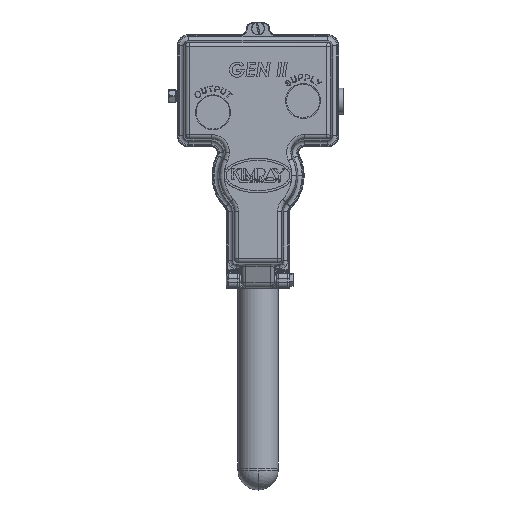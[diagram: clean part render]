
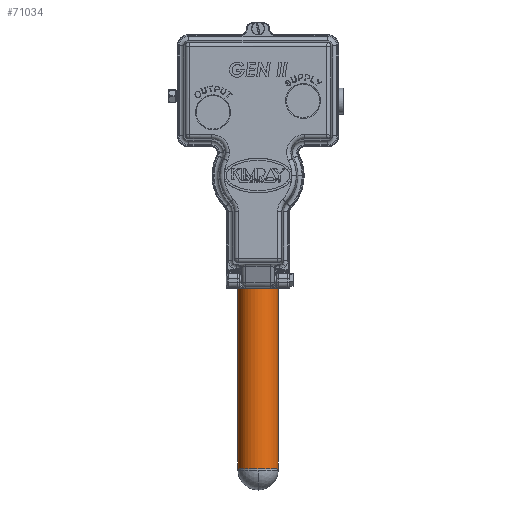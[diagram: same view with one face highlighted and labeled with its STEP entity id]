
A CAD part, top view. The second image highlights one B-rep face of the part: STEP entity #71034.
In plain terms, the highlighted cylindrical face has radius 22.225 mm (diameter 44.45 mm), a partial arc.
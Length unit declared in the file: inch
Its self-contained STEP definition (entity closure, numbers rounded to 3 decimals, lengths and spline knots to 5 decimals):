
#312 = VERTEX_POINT ( 'NONE', #68014 ) ;
#11581 = EDGE_LOOP ( 'NONE', ( #40828, #68115, #92604, #91977 ) ) ;
#13636 = DIRECTION ( 'NONE',  ( 0., 1., 0. ) ) ;
#16706 = EDGE_CURVE ( 'NONE', #312, #54138, #18846, .T. ) ;
#18608 = CARTESIAN_POINT ( 'NONE',  ( 0.875, -2.48242, -14.18665 ) ) ;
#18846 = LINE ( 'NONE', #47303, #45286 ) ;
#26178 = CARTESIAN_POINT ( 'NONE',  ( -0.875, -1.477, -14.18665 ) ) ;
#30773 = CARTESIAN_POINT ( 'NONE',  ( 0., -12.69174, -14.18665 ) ) ;
#38354 = DIRECTION ( 'NONE',  ( 1., 0., 0. ) ) ;
#40828 = ORIENTED_EDGE ( 'NONE', *, *, #73469, .F. ) ;
#40866 = DIRECTION ( 'NONE',  ( 0., 1., 0. ) ) ;
#43152 = CIRCLE ( 'NONE', #62887, 0.875 ) ;
#45286 = VECTOR ( 'NONE', #47768, 39.37008 ) ;
#46658 = CARTESIAN_POINT ( 'NONE',  ( -0.875, -12.69174, -14.18665 ) ) ;
#47303 = CARTESIAN_POINT ( 'NONE',  ( 0.875, -1.477, -14.18665 ) ) ;
#47768 = DIRECTION ( 'NONE',  ( 0., 1., 0. ) ) ;
#49679 = FACE_OUTER_BOUND ( 'NONE', #11581, .T. ) ;
#50136 = DIRECTION ( 'NONE',  ( 1., 0., 0. ) ) ;
#54016 = AXIS2_PLACEMENT_3D ( 'NONE', #58882, #66964, #73628 ) ;
#54138 = VERTEX_POINT ( 'NONE', #18608 ) ;
#58882 = CARTESIAN_POINT ( 'NONE',  ( 0., -2.48242, -14.18665 ) ) ;
#60106 = CIRCLE ( 'NONE', #54016, 0.875 ) ;
#62887 = AXIS2_PLACEMENT_3D ( 'NONE', #30773, #72598, #38354 ) ;
#63896 = CARTESIAN_POINT ( 'NONE',  ( -0.875, -2.48242, -14.18665 ) ) ;
#66144 = AXIS2_PLACEMENT_3D ( 'NONE', #78696, #13636, #50136 ) ;
#66964 = DIRECTION ( 'NONE',  ( 0., 1., 0. ) ) ;
#68014 = CARTESIAN_POINT ( 'NONE',  ( 0.875, -12.69174, -14.18665 ) ) ;
#68115 = ORIENTED_EDGE ( 'NONE', *, *, #68678, .T. ) ;
#68191 = VECTOR ( 'NONE', #40866, 39.37008 ) ;
#68678 = EDGE_CURVE ( 'NONE', #72469, #312, #43152, .T. ) ;
#69961 = EDGE_CURVE ( 'NONE', #92840, #54138, #60106, .T. ) ;
#71034 = ADVANCED_FACE ( 'NONE', ( #49679 ), #92470, .T. ) ;
#72469 = VERTEX_POINT ( 'NONE', #46658 ) ;
#72598 = DIRECTION ( 'NONE',  ( 0., 1., 0. ) ) ;
#73469 = EDGE_CURVE ( 'NONE', #72469, #92840, #91251, .T. ) ;
#73628 = DIRECTION ( 'NONE',  ( 1., 0., 0. ) ) ;
#78696 = CARTESIAN_POINT ( 'NONE',  ( 0., -1.477, -14.18665 ) ) ;
#91251 = LINE ( 'NONE', #26178, #68191 ) ;
#91977 = ORIENTED_EDGE ( 'NONE', *, *, #69961, .F. ) ;
#92470 = CYLINDRICAL_SURFACE ( 'NONE', #66144, 0.875 ) ;
#92604 = ORIENTED_EDGE ( 'NONE', *, *, #16706, .T. ) ;
#92840 = VERTEX_POINT ( 'NONE', #63896 ) ;
